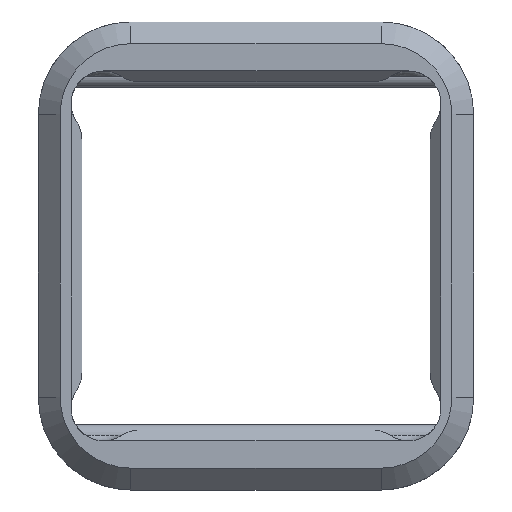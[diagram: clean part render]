
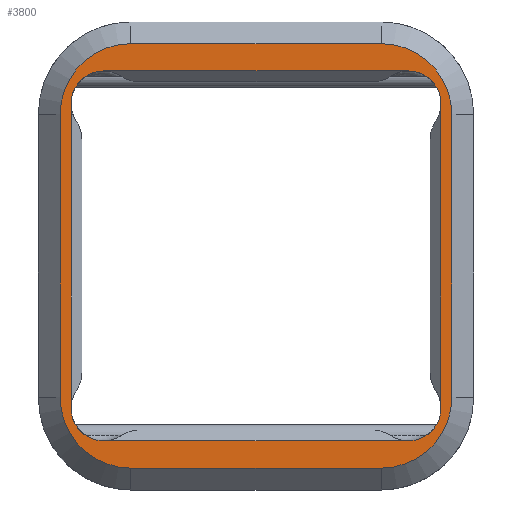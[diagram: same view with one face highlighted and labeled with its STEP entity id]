
A CAD part, top view. The second image highlights one B-rep face of the part: STEP entity #3800.
In plain terms, the highlighted planar face has unit normal (0, 0, 1).
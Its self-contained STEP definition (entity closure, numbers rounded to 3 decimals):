
#48 = ORIENTED_EDGE ( 'NONE', *, *, #4232, .T. ) ;
#75 = LINE ( 'NONE', #4416, #4383 ) ;
#80 = DIRECTION ( 'NONE',  ( 0., 0., -1. ) ) ;
#103 = AXIS2_PLACEMENT_3D ( 'NONE', #2951, #860, #1921 ) ;
#110 = VERTEX_POINT ( 'NONE', #1544 ) ;
#124 = ORIENTED_EDGE ( 'NONE', *, *, #1861, .T. ) ;
#141 = DIRECTION ( 'NONE',  ( 1., 0., 0. ) ) ;
#155 = AXIS2_PLACEMENT_3D ( 'NONE', #1718, #2787, #717 ) ;
#170 = VERTEX_POINT ( 'NONE', #282 ) ;
#176 = AXIS2_PLACEMENT_3D ( 'NONE', #3069, #1633, #978 ) ;
#186 = LINE ( 'NONE', #3523, #3671 ) ;
#195 = DIRECTION ( 'NONE',  ( -1., 0., 0. ) ) ;
#224 = CARTESIAN_POINT ( 'NONE',  ( 14., -17., 4. ) ) ;
#243 = VERTEX_POINT ( 'NONE', #3751 ) ;
#279 = DIRECTION ( 'NONE',  ( 1., 0., 0. ) ) ;
#281 = EDGE_LOOP ( 'NONE', ( #2181, #3900, #514, #2619, #4250, #3179, #2701, #2014 ) ) ;
#282 = CARTESIAN_POINT ( 'NONE',  ( 11.5, -19.5, 4. ) ) ;
#286 = LINE ( 'NONE', #3044, #3186 ) ;
#339 = PLANE ( 'NONE',  #1713 ) ;
#355 = CARTESIAN_POINT ( 'NONE',  ( -18., 21.5, 4. ) ) ;
#357 = CARTESIAN_POINT ( 'NONE',  ( 11.5, -13., 4. ) ) ;
#393 = AXIS2_PLACEMENT_3D ( 'NONE', #3416, #4139, #1680 ) ;
#418 = DIRECTION ( 'NONE',  ( 1., 0., 0. ) ) ;
#423 = EDGE_CURVE ( 'NONE', #1473, #1533, #3990, .T. ) ;
#514 = ORIENTED_EDGE ( 'NONE', *, *, #758, .T. ) ;
#515 = VECTOR ( 'NONE', #1143, 1000. ) ;
#516 = CIRCLE ( 'NONE', #155, 6.5 ) ;
#553 = AXIS2_PLACEMENT_3D ( 'NONE', #3932, #80, #141 ) ;
#592 = DIRECTION ( 'NONE',  ( 1., 0., 0. ) ) ;
#636 = ORIENTED_EDGE ( 'NONE', *, *, #2145, .T. ) ;
#717 = DIRECTION ( 'NONE',  ( 1., 0., 0. ) ) ;
#758 = EDGE_CURVE ( 'NONE', #3540, #2243, #2158, .T. ) ;
#776 = CARTESIAN_POINT ( 'NONE',  ( 17., -14., 4. ) ) ;
#824 = CARTESIAN_POINT ( 'NONE',  ( -11.5, 19.5, 4. ) ) ;
#860 = DIRECTION ( 'NONE',  ( 0., 0., -1. ) ) ;
#911 = CARTESIAN_POINT ( 'NONE',  ( -18., 13., 4. ) ) ;
#967 = CARTESIAN_POINT ( 'NONE',  ( -18., -13., 4. ) ) ;
#978 = DIRECTION ( 'NONE',  ( 1., 0., 0. ) ) ;
#989 = AXIS2_PLACEMENT_3D ( 'NONE', #357, #3213, #418 ) ;
#1009 = LINE ( 'NONE', #2677, #2762 ) ;
#1070 = ORIENTED_EDGE ( 'NONE', *, *, #4315, .T. ) ;
#1094 = CIRCLE ( 'NONE', #2015, 6.5 ) ;
#1143 = DIRECTION ( 'NONE',  ( 0., 1., 0. ) ) ;
#1169 = VECTOR ( 'NONE', #4414, 1000. ) ;
#1254 = EDGE_CURVE ( 'NONE', #1533, #2285, #1820, .T. ) ;
#1258 = DIRECTION ( 'NONE',  ( 1., 0., 0. ) ) ;
#1262 = CIRCLE ( 'NONE', #989, 6.5 ) ;
#1294 = CARTESIAN_POINT ( 'NONE',  ( 14., -14., 4. ) ) ;
#1376 = CARTESIAN_POINT ( 'NONE',  ( 17., -14., 4. ) ) ;
#1392 = LINE ( 'NONE', #355, #1169 ) ;
#1473 = VERTEX_POINT ( 'NONE', #3059 ) ;
#1499 = FACE_OUTER_BOUND ( 'NONE', #2501, .T. ) ;
#1533 = VERTEX_POINT ( 'NONE', #2349 ) ;
#1535 = ORIENTED_EDGE ( 'NONE', *, *, #3309, .T. ) ;
#1544 = CARTESIAN_POINT ( 'NONE',  ( 11.5, 19.5, 4. ) ) ;
#1549 = EDGE_CURVE ( 'NONE', #2243, #1473, #286, .T. ) ;
#1576 = CARTESIAN_POINT ( 'NONE',  ( -14., -17., 4. ) ) ;
#1605 = DIRECTION ( 'NONE',  ( 0., 0., 1. ) ) ;
#1619 = DIRECTION ( 'NONE',  ( 0., 0., -1. ) ) ;
#1633 = DIRECTION ( 'NONE',  ( 0., 0., 1. ) ) ;
#1680 = DIRECTION ( 'NONE',  ( 1., 0., 0. ) ) ;
#1700 = VERTEX_POINT ( 'NONE', #824 ) ;
#1713 = AXIS2_PLACEMENT_3D ( 'NONE', #2079, #2089, #279 ) ;
#1718 = CARTESIAN_POINT ( 'NONE',  ( -11.5, 13., 4. ) ) ;
#1738 = CARTESIAN_POINT ( 'NONE',  ( 18., 13., 4. ) ) ;
#1775 = CARTESIAN_POINT ( 'NONE',  ( -11.5, -19.5, 4. ) ) ;
#1805 = DIRECTION ( 'NONE',  ( 1., 0., 0. ) ) ;
#1820 = LINE ( 'NONE', #3744, #4042 ) ;
#1842 = CIRCLE ( 'NONE', #2025, 3. ) ;
#1861 = EDGE_CURVE ( 'NONE', #2233, #110, #3236, .T. ) ;
#1905 = EDGE_CURVE ( 'NONE', #170, #243, #1262, .T. ) ;
#1921 = DIRECTION ( 'NONE',  ( 1., 0., 0. ) ) ;
#2014 = ORIENTED_EDGE ( 'NONE', *, *, #3132, .T. ) ;
#2015 = AXIS2_PLACEMENT_3D ( 'NONE', #4026, #1605, #3707 ) ;
#2025 = AXIS2_PLACEMENT_3D ( 'NONE', #1294, #1619, #1258 ) ;
#2079 = CARTESIAN_POINT ( 'NONE',  ( -20., 21.5, 4. ) ) ;
#2089 = DIRECTION ( 'NONE',  ( 0., 0., 1. ) ) ;
#2115 = LINE ( 'NONE', #1376, #4052 ) ;
#2145 = EDGE_CURVE ( 'NONE', #110, #1700, #1009, .T. ) ;
#2158 = CIRCLE ( 'NONE', #393, 3. ) ;
#2159 = EDGE_CURVE ( 'NONE', #2798, #3690, #1842, .T. ) ;
#2181 = ORIENTED_EDGE ( 'NONE', *, *, #2159, .T. ) ;
#2207 = CARTESIAN_POINT ( 'NONE',  ( 18., 13., 4. ) ) ;
#2224 = EDGE_CURVE ( 'NONE', #3690, #3540, #75, .T. ) ;
#2233 = VERTEX_POINT ( 'NONE', #1738 ) ;
#2243 = VERTEX_POINT ( 'NONE', #3053 ) ;
#2285 = VERTEX_POINT ( 'NONE', #2474 ) ;
#2349 = CARTESIAN_POINT ( 'NONE',  ( -14., 17., 4. ) ) ;
#2457 = EDGE_CURVE ( 'NONE', #3308, #170, #186, .T. ) ;
#2474 = CARTESIAN_POINT ( 'NONE',  ( 14., 17., 4. ) ) ;
#2501 = EDGE_LOOP ( 'NONE', ( #1535, #1070, #3698, #3097, #48, #124, #636, #3096 ) ) ;
#2509 = EDGE_CURVE ( 'NONE', #2285, #3789, #4051, .T. ) ;
#2549 = VERTEX_POINT ( 'NONE', #911 ) ;
#2585 = FACE_BOUND ( 'NONE', #281, .T. ) ;
#2619 = ORIENTED_EDGE ( 'NONE', *, *, #1549, .T. ) ;
#2677 = CARTESIAN_POINT ( 'NONE',  ( -20., 19.5, 4. ) ) ;
#2701 = ORIENTED_EDGE ( 'NONE', *, *, #2509, .T. ) ;
#2720 = EDGE_CURVE ( 'NONE', #1700, #2549, #516, .T. ) ;
#2762 = VECTOR ( 'NONE', #195, 1000. ) ;
#2787 = DIRECTION ( 'NONE',  ( 0., 0., 1. ) ) ;
#2798 = VERTEX_POINT ( 'NONE', #776 ) ;
#2951 = CARTESIAN_POINT ( 'NONE',  ( 14., 14., 4. ) ) ;
#3019 = DIRECTION ( 'NONE',  ( -1., 0., 0. ) ) ;
#3044 = CARTESIAN_POINT ( 'NONE',  ( -17., 14., 4. ) ) ;
#3053 = CARTESIAN_POINT ( 'NONE',  ( -17., -14., 4. ) ) ;
#3059 = CARTESIAN_POINT ( 'NONE',  ( -17., 14., 4. ) ) ;
#3069 = CARTESIAN_POINT ( 'NONE',  ( 11.5, 13., 4. ) ) ;
#3096 = ORIENTED_EDGE ( 'NONE', *, *, #2720, .T. ) ;
#3097 = ORIENTED_EDGE ( 'NONE', *, *, #1905, .T. ) ;
#3109 = DIRECTION ( 'NONE',  ( 0., -1., 0. ) ) ;
#3132 = EDGE_CURVE ( 'NONE', #3789, #2798, #2115, .T. ) ;
#3142 = DIRECTION ( 'NONE',  ( 0., 1., 0. ) ) ;
#3179 = ORIENTED_EDGE ( 'NONE', *, *, #1254, .T. ) ;
#3186 = VECTOR ( 'NONE', #3142, 1000. ) ;
#3213 = DIRECTION ( 'NONE',  ( 0., 0., 1. ) ) ;
#3236 = CIRCLE ( 'NONE', #176, 6.5 ) ;
#3308 = VERTEX_POINT ( 'NONE', #1775 ) ;
#3309 = EDGE_CURVE ( 'NONE', #2549, #4113, #1392, .T. ) ;
#3416 = CARTESIAN_POINT ( 'NONE',  ( -14., -14., 4. ) ) ;
#3523 = CARTESIAN_POINT ( 'NONE',  ( -20., -19.5, 4. ) ) ;
#3540 = VERTEX_POINT ( 'NONE', #1576 ) ;
#3621 = LINE ( 'NONE', #2207, #515 ) ;
#3671 = VECTOR ( 'NONE', #1805, 1000. ) ;
#3690 = VERTEX_POINT ( 'NONE', #224 ) ;
#3698 = ORIENTED_EDGE ( 'NONE', *, *, #2457, .T. ) ;
#3707 = DIRECTION ( 'NONE',  ( 1., 0., 0. ) ) ;
#3736 = CARTESIAN_POINT ( 'NONE',  ( 17., 14., 4. ) ) ;
#3744 = CARTESIAN_POINT ( 'NONE',  ( 14., 17., 4. ) ) ;
#3751 = CARTESIAN_POINT ( 'NONE',  ( 18., -13., 4. ) ) ;
#3789 = VERTEX_POINT ( 'NONE', #3736 ) ;
#3800 = ADVANCED_FACE ( 'NONE', ( #2585, #1499 ), #339, .T. ) ;
#3900 = ORIENTED_EDGE ( 'NONE', *, *, #2224, .T. ) ;
#3932 = CARTESIAN_POINT ( 'NONE',  ( -14., 14., 4. ) ) ;
#3990 = CIRCLE ( 'NONE', #553, 3. ) ;
#4026 = CARTESIAN_POINT ( 'NONE',  ( -11.5, -13., 4. ) ) ;
#4042 = VECTOR ( 'NONE', #592, 1000. ) ;
#4051 = CIRCLE ( 'NONE', #103, 3. ) ;
#4052 = VECTOR ( 'NONE', #3109, 1000. ) ;
#4113 = VERTEX_POINT ( 'NONE', #967 ) ;
#4139 = DIRECTION ( 'NONE',  ( 0., 0., -1. ) ) ;
#4232 = EDGE_CURVE ( 'NONE', #243, #2233, #3621, .T. ) ;
#4250 = ORIENTED_EDGE ( 'NONE', *, *, #423, .T. ) ;
#4315 = EDGE_CURVE ( 'NONE', #4113, #3308, #1094, .T. ) ;
#4383 = VECTOR ( 'NONE', #3019, 1000. ) ;
#4414 = DIRECTION ( 'NONE',  ( 0., -1., 0. ) ) ;
#4416 = CARTESIAN_POINT ( 'NONE',  ( -14., -17., 4. ) ) ;
